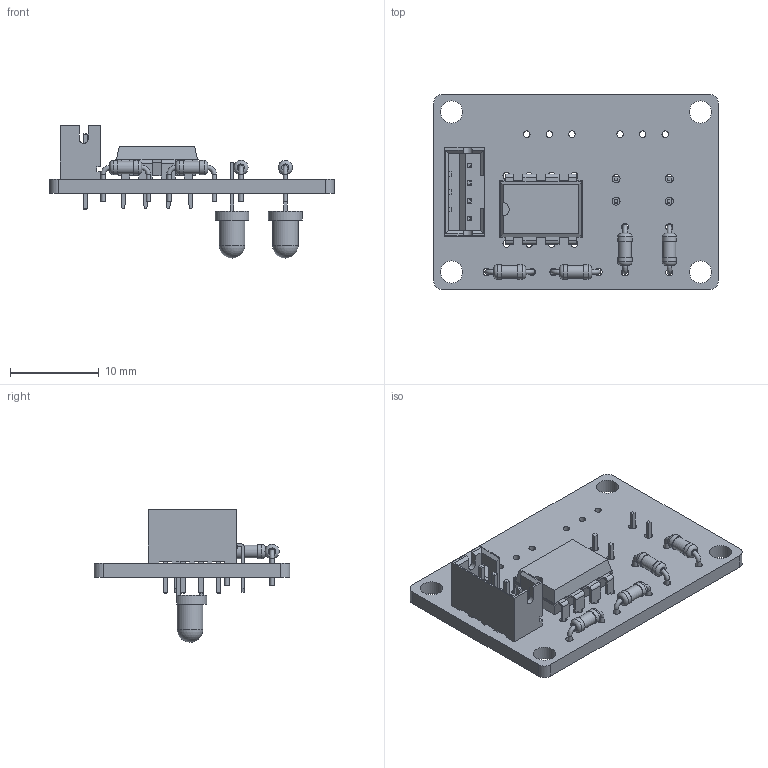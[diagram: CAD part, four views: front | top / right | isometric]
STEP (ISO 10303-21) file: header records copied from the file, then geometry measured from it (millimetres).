
FILE_DESCRIPTION(('FreeCAD Model'),'2;1');
FILE_NAME('Open CASCADE Shape Model','2021-03-06T19:44:56',('Author'),( ''),'Open CASCADE STEP processor 7.5','FreeCAD','Unknown');
FILE_SCHEMA(('AUTOMOTIVE_DESIGN { 1 0 10303 214 1 1 1 1 }'));
Length unit declared in the file: millimetre
Products named in the file (13): color_sensors; Board_Geoms_bf76; Local_CS_bf76; Pcb_bf76; PCB_Sketch_bf76; Step_Models_bf76; Bot_bf76; Q1_LED_D3.0mm_Clear_6041B28F; Step_Virtual_Models_bf76; TopV_bf76; U1_DIP-8_W7.62mm_6041BC0F; SV1_Solid_6041BE15; R1_R_Axial_DIN0204_L36mm_D16mm_P508mm_Horizontal_6041C360
Assembly tree (16 placements, depth 4):
  color_sensors
    Board_Geoms_bf76
      Local_CS_bf76
      Pcb_bf76
      PCB_Sketch_bf76
    Step_Models_bf76
      Bot_bf76
        Q1_LED_D3.0mm_Clear_6041B28F  x2
    Step_Virtual_Models_bf76
      TopV_bf76
        U1_DIP-8_W7.62mm_6041BC0F
        SV1_Solid_6041BE15
        R1_R_Axial_DIN0204_L36mm_D16mm_P508mm_Horizontal_6041C360  x4
Bounding box: 32 x 22 x 14.9 mm (x, y, z)
Volume: 1475.5 mm3; surface area: 2685.9 mm2
Topology: 9 solids, 9 shells, 436 faces, 1084 edges, 702 vertices
Faces by surface type: plane 315, cylinder 83, bspline 20, torus 16, sphere 2
Full cylindrical faces by diameter (mm): 0.5 x8, 0.739 x6, 0.813 x20, 0.9 x4, 1.44 x4, 1.6 x8, 2.5 x4, 2.9 x2
Entity records: 14602 total; most frequent: CARTESIAN_POINT 2588, ORIENTED_EDGE 1934, DIRECTION 1851, EDGE_CURVE 967, LINE 809, VECTOR 809, VERTEX_POINT 617, AXIS2_PLACEMENT_3D 521
